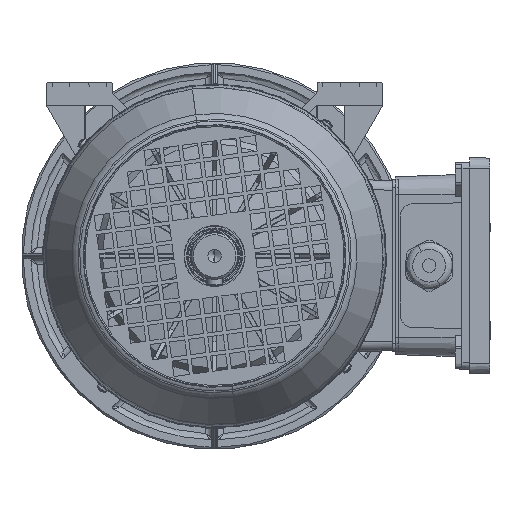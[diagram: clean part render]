
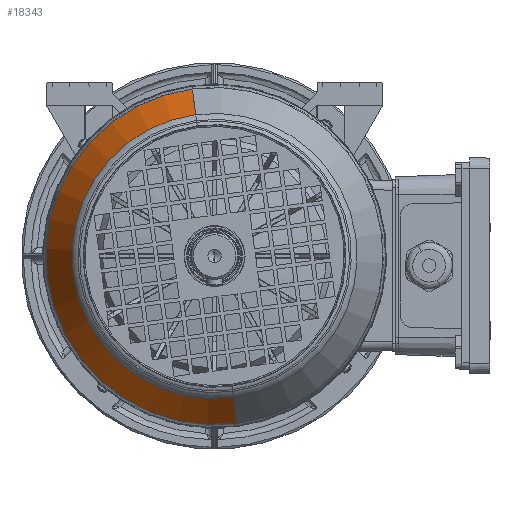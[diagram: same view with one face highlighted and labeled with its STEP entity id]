
A CAD part, left-side view. The second image highlights one B-rep face of the part: STEP entity #18343.
In plain terms, the highlighted conical face has half-angle 29.846 degrees and reference radius 71 mm.
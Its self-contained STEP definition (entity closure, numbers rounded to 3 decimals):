
#3020 = ORIENTED_EDGE ( 'NONE', *, *, #90030, .T. ) ;
#11910 = DIRECTION ( 'NONE',  ( -0.867, 0., -0.498 ) ) ;
#15725 = AXIS2_PLACEMENT_3D ( 'NONE', #82283, #129128, #127666 ) ;
#15883 = FACE_OUTER_BOUND ( 'NONE', #23144, .T. ) ;
#16896 = CARTESIAN_POINT ( 'NONE',  ( 71.158, 0., -73.778 ) ) ;
#18343 = ADVANCED_FACE ( 'NONE', ( #15883 ), #83524, .T. ) ;
#22647 = VECTOR ( 'NONE', #49259, 1000. ) ;
#23144 = EDGE_LOOP ( 'NONE', ( #95746, #109286, #3020, #24986 ) ) ;
#24986 = ORIENTED_EDGE ( 'NONE', *, *, #53731, .F. ) ;
#25888 = EDGE_CURVE ( 'NONE', #39813, #52806, #131380, .T. ) ;
#29723 = EDGE_CURVE ( 'NONE', #57639, #39813, #43879, .T. ) ;
#39813 = VERTEX_POINT ( 'NONE', #16896 ) ;
#40724 = CARTESIAN_POINT ( 'NONE',  ( 47.812, 0., 0. ) ) ;
#43879 = CIRCLE ( 'NONE', #15725, 73.778 ) ;
#49259 = DIRECTION ( 'NONE',  ( -0.867, 0., 0.498 ) ) ;
#51482 = CARTESIAN_POINT ( 'NONE',  ( 76., 0., 71. ) ) ;
#52806 = VERTEX_POINT ( 'NONE', #139610 ) ;
#53731 = EDGE_CURVE ( 'NONE', #57639, #59942, #72798, .T. ) ;
#53755 = CARTESIAN_POINT ( 'NONE',  ( 71.158, 0., 73.778 ) ) ;
#57639 = VERTEX_POINT ( 'NONE', #53755 ) ;
#59942 = VERTEX_POINT ( 'NONE', #143638 ) ;
#61199 = DIRECTION ( 'NONE',  ( 0., 0., 1. ) ) ;
#62720 = CARTESIAN_POINT ( 'NONE',  ( 76., 0., 0. ) ) ;
#63403 = DIRECTION ( 'NONE',  ( 0., 0., -1. ) ) ;
#72798 = LINE ( 'NONE', #51482, #22647 ) ;
#82283 = CARTESIAN_POINT ( 'NONE',  ( 71.158, 0., 0. ) ) ;
#83524 = CONICAL_SURFACE ( 'NONE', #120949, 71., 0.521 ) ;
#85166 = CIRCLE ( 'NONE', #108536, 87.174 ) ;
#90030 = EDGE_CURVE ( 'NONE', #52806, #59942, #85166, .T. ) ;
#94218 = DIRECTION ( 'NONE',  ( -1., 0., 0. ) ) ;
#95746 = ORIENTED_EDGE ( 'NONE', *, *, #29723, .T. ) ;
#99846 = CARTESIAN_POINT ( 'NONE',  ( 76., 0., -71. ) ) ;
#108536 = AXIS2_PLACEMENT_3D ( 'NONE', #40724, #131552, #63403 ) ;
#109286 = ORIENTED_EDGE ( 'NONE', *, *, #25888, .T. ) ;
#120949 = AXIS2_PLACEMENT_3D ( 'NONE', #62720, #94218, #61199 ) ;
#127666 = DIRECTION ( 'NONE',  ( 0., 0., -1. ) ) ;
#129128 = DIRECTION ( 'NONE',  ( -1., 0., 0. ) ) ;
#131380 = LINE ( 'NONE', #99846, #136062 ) ;
#131552 = DIRECTION ( 'NONE',  ( 1., 0., 0. ) ) ;
#136062 = VECTOR ( 'NONE', #11910, 1000. ) ;
#139610 = CARTESIAN_POINT ( 'NONE',  ( 47.812, 0., -87.174 ) ) ;
#143638 = CARTESIAN_POINT ( 'NONE',  ( 47.812, 0., 87.174 ) ) ;
